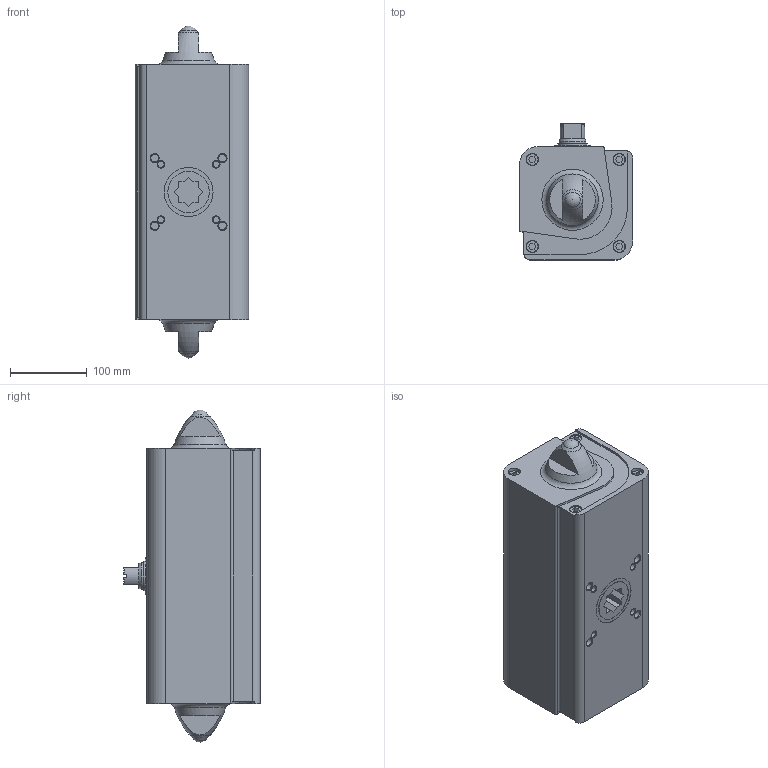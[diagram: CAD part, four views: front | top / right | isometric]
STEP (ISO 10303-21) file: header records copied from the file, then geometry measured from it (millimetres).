
FILE_DESCRIPTION(/* description */ ('STEP AP214'),/* implementation_level */ '2;1');
FILE_NAME(/* name */ '8030610_DAPS-0720-090-R-F1012-T4',/* time_stamp */ '2024-08-13T17:29:14+02:00',/* author */ ('License CC BY-ND 4.0'),/* organization */ ('CADENAS'),/* preprocessor_version */ 'ST-DEVELOPER v19.3',/* originating_system */ 'PARTsolutions',/* authorisation */ ' ');
FILE_SCHEMA (('AUTOMOTIVE_DESIGN {1 0 10303 214 3 1 1}'));
Length unit declared in the file: millimetre
Products named in the file (3): 8030610 DAPS-0720-090-R-F1012-T4---0; 8030610 DAPS-0720-090-R-F1012-T4---(1); 8030610 DAPS-0720-090-R-F1012-T4---(2)
Assembly tree (2 placements, depth 2):
  8030610 DAPS-0720-090-R-F1012-T4---0
    8030610 DAPS-0720-090-R-F1012-T4---(1)
    8030610 DAPS-0720-090-R-F1012-T4---(2)
Bounding box: 148 x 178 x 433 mm (x, y, z)
Volume: 7166793 mm3; surface area: 307553.3 mm2
Topology: 2 solids, 2 shells, 263 faces, 617 edges, 399 vertices
Faces by surface type: plane 171, cylinder 50, cone 26, torus 14, sphere 2
Full cylindrical faces by diameter (mm): 4.134 x8, 4.917 x1, 8.376 x4, 10.106 x4, 11.445 x2, 16 x8, 35 x1, 38 x1, 48 x2, 54 x2, 64 x1
Entity records: 7112 total; most frequent: CARTESIAN_POINT 1289, DIRECTION 1206, ORIENTED_EDGE 1050, EDGE_CURVE 525, AXIS2_PLACEMENT_3D 435, VERTEX_POINT 382, FACE_BOUND 381, EDGE_LOOP 380
